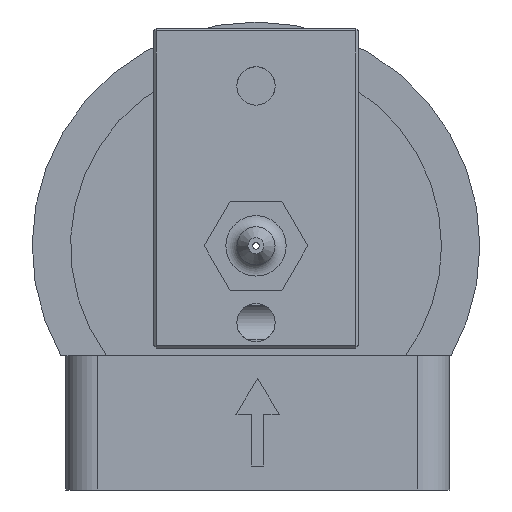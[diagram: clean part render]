
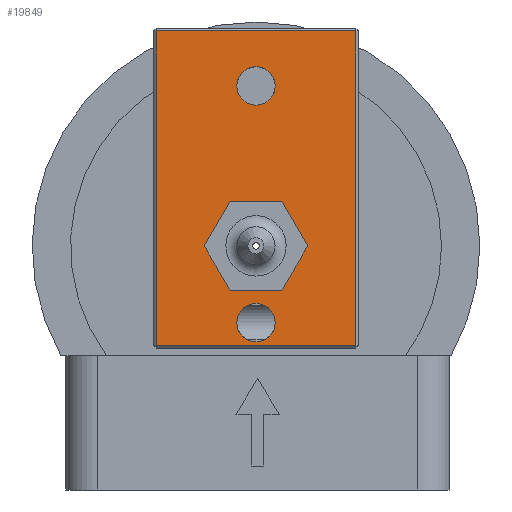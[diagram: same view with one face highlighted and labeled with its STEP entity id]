
A CAD part, front view. The second image highlights one B-rep face of the part: STEP entity #19849.
In plain terms, the highlighted face is planar.
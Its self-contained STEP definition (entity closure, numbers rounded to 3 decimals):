
#18007 = PLANE('',#18008);
#18008 = AXIS2_PLACEMENT_3D('',#18009,#18010,#18011);
#18009 = CARTESIAN_POINT('',(-8.,-7.9,0.1));
#18010 = DIRECTION('',(-0.,-0.707,-0.707));
#18011 = DIRECTION('',(-1.,0.,0.));
#18383 = CYLINDRICAL_SURFACE('',#18384,1.5);
#18384 = AXIS2_PLACEMENT_3D('',#18385,#18386,#18387);
#18385 = CARTESIAN_POINT('',(12.5,0.,0.));
#18386 = DIRECTION('',(0.,0.,-1.));
#18387 = DIRECTION('',(1.,0.,0.));
#18503 = VERTEX_POINT('',#18504);
#18504 = CARTESIAN_POINT('',(-7.8,-7.8,-0.));
#18532 = VERTEX_POINT('',#18533);
#18533 = CARTESIAN_POINT('',(16.8,-7.8,0.));
#18554 = EDGE_CURVE('',#18503,#18532,#18555,.T.);
#18555 = SURFACE_CURVE('',#18556,(#18560,#18567),.PCURVE_S1.);
#18556 = LINE('',#18557,#18558);
#18557 = CARTESIAN_POINT('',(-8.,-7.8,0.));
#18558 = VECTOR('',#18559,1.);
#18559 = DIRECTION('',(1.,0.,0.));
#18560 = PCURVE('',#18007,#18561);
#18561 = DEFINITIONAL_REPRESENTATION('',(#18562),#18566);
#18562 = LINE('',#18563,#18564);
#18563 = CARTESIAN_POINT('',(-0.,0.141));
#18564 = VECTOR('',#18565,1.);
#18565 = DIRECTION('',(-1.,0.));
#18566 = ( GEOMETRIC_REPRESENTATION_CONTEXT(2) 
PARAMETRIC_REPRESENTATION_CONTEXT() REPRESENTATION_CONTEXT('2D SPACE',''
  ) );
#18567 = PCURVE('',#18568,#18573);
#18568 = PLANE('',#18569);
#18569 = AXIS2_PLACEMENT_3D('',#18570,#18571,#18572);
#18570 = CARTESIAN_POINT('',(4.5,0.,0.));
#18571 = DIRECTION('',(0.,0.,1.));
#18572 = DIRECTION('',(1.,0.,0.));
#18573 = DEFINITIONAL_REPRESENTATION('',(#18574),#18578);
#18574 = LINE('',#18575,#18576);
#18575 = CARTESIAN_POINT('',(-12.5,-7.8));
#18576 = VECTOR('',#18577,1.);
#18577 = DIRECTION('',(1.,0.));
#18578 = ( GEOMETRIC_REPRESENTATION_CONTEXT(2) 
PARAMETRIC_REPRESENTATION_CONTEXT() REPRESENTATION_CONTEXT('2D SPACE',''
  ) );
#19224 = CYLINDRICAL_SURFACE('',#19225,1.5);
#19225 = AXIS2_PLACEMENT_3D('',#19226,#19227,#19228);
#19226 = CARTESIAN_POINT('',(-6.,0.,0.));
#19227 = DIRECTION('',(0.,0.,-1.));
#19228 = DIRECTION('',(1.,0.,0.));
#19526 = PLANE('',#19527);
#19527 = AXIS2_PLACEMENT_3D('',#19528,#19529,#19530);
#19528 = CARTESIAN_POINT('',(16.9,-8.,0.1));
#19529 = DIRECTION('',(0.707,0.,-0.707));
#19530 = DIRECTION('',(0.,1.,0.));
#19638 = PLANE('',#19639);
#19639 = AXIS2_PLACEMENT_3D('',#19640,#19641,#19642);
#19640 = CARTESIAN_POINT('',(17.,7.9,0.1));
#19641 = DIRECTION('',(0.,0.707,-0.707));
#19642 = DIRECTION('',(-1.,0.,0.));
#19742 = EDGE_CURVE('',#19743,#19743,#19745,.T.);
#19743 = VERTEX_POINT('',#19744);
#19744 = CARTESIAN_POINT('',(14.,0.,0.));
#19745 = SURFACE_CURVE('',#19746,(#19751,#19758),.PCURVE_S1.);
#19746 = CIRCLE('',#19747,1.5);
#19747 = AXIS2_PLACEMENT_3D('',#19748,#19749,#19750);
#19748 = CARTESIAN_POINT('',(12.5,0.,0.));
#19749 = DIRECTION('',(0.,0.,-1.));
#19750 = DIRECTION('',(1.,0.,0.));
#19751 = PCURVE('',#18383,#19752);
#19752 = DEFINITIONAL_REPRESENTATION('',(#19753),#19757);
#19753 = LINE('',#19754,#19755);
#19754 = CARTESIAN_POINT('',(0.,0.));
#19755 = VECTOR('',#19756,1.);
#19756 = DIRECTION('',(1.,0.));
#19757 = ( GEOMETRIC_REPRESENTATION_CONTEXT(2) 
PARAMETRIC_REPRESENTATION_CONTEXT() REPRESENTATION_CONTEXT('2D SPACE',''
  ) );
#19758 = PCURVE('',#18568,#19759);
#19759 = DEFINITIONAL_REPRESENTATION('',(#19760),#19768);
#19760 = ( BOUNDED_CURVE() B_SPLINE_CURVE(2,(#19761,#19762,#19763,#19764
    ,#19765,#19766,#19767),.UNSPECIFIED.,.T.,.F.) 
B_SPLINE_CURVE_WITH_KNOTS((1,2,2,2,2,1),(-2.094,0.,
    2.094,4.189,6.283,8.378),
.UNSPECIFIED.) CURVE() GEOMETRIC_REPRESENTATION_ITEM() 
RATIONAL_B_SPLINE_CURVE((1.,0.5,1.,0.5,1.,0.5,1.)) REPRESENTATION_ITEM(
  '') );
#19761 = CARTESIAN_POINT('',(9.5,0.));
#19762 = CARTESIAN_POINT('',(9.5,-2.598));
#19763 = CARTESIAN_POINT('',(7.25,-1.299));
#19764 = CARTESIAN_POINT('',(5.,0.));
#19765 = CARTESIAN_POINT('',(7.25,1.299));
#19766 = CARTESIAN_POINT('',(9.5,2.598));
#19767 = CARTESIAN_POINT('',(9.5,0.));
#19768 = ( GEOMETRIC_REPRESENTATION_CONTEXT(2) 
PARAMETRIC_REPRESENTATION_CONTEXT() REPRESENTATION_CONTEXT('2D SPACE',''
  ) );
#19837 = PLANE('',#19838);
#19838 = AXIS2_PLACEMENT_3D('',#19839,#19840,#19841);
#19839 = CARTESIAN_POINT('',(-7.9,8.,0.1));
#19840 = DIRECTION('',(-0.707,0.,-0.707));
#19841 = DIRECTION('',(0.,-1.,0.));
#19849 = ADVANCED_FACE('',(#19850,#19920,#19923,#19954),#18568,.F.);
#19850 = FACE_BOUND('',#19851,.F.);
#19851 = EDGE_LOOP('',(#19852,#19853,#19876,#19899));
#19852 = ORIENTED_EDGE('',*,*,#18554,.T.);
#19853 = ORIENTED_EDGE('',*,*,#19854,.T.);
#19854 = EDGE_CURVE('',#18532,#19855,#19857,.T.);
#19855 = VERTEX_POINT('',#19856);
#19856 = CARTESIAN_POINT('',(16.8,7.8,0.));
#19857 = SURFACE_CURVE('',#19858,(#19862,#19869),.PCURVE_S1.);
#19858 = LINE('',#19859,#19860);
#19859 = CARTESIAN_POINT('',(16.8,-8.,0.));
#19860 = VECTOR('',#19861,1.);
#19861 = DIRECTION('',(0.,1.,0.));
#19862 = PCURVE('',#18568,#19863);
#19863 = DEFINITIONAL_REPRESENTATION('',(#19864),#19868);
#19864 = LINE('',#19865,#19866);
#19865 = CARTESIAN_POINT('',(12.3,-8.));
#19866 = VECTOR('',#19867,1.);
#19867 = DIRECTION('',(0.,1.));
#19868 = ( GEOMETRIC_REPRESENTATION_CONTEXT(2) 
PARAMETRIC_REPRESENTATION_CONTEXT() REPRESENTATION_CONTEXT('2D SPACE',''
  ) );
#19869 = PCURVE('',#19526,#19870);
#19870 = DEFINITIONAL_REPRESENTATION('',(#19871),#19875);
#19871 = LINE('',#19872,#19873);
#19872 = CARTESIAN_POINT('',(0.,-0.141));
#19873 = VECTOR('',#19874,1.);
#19874 = DIRECTION('',(1.,0.));
#19875 = ( GEOMETRIC_REPRESENTATION_CONTEXT(2) 
PARAMETRIC_REPRESENTATION_CONTEXT() REPRESENTATION_CONTEXT('2D SPACE',''
  ) );
#19876 = ORIENTED_EDGE('',*,*,#19877,.T.);
#19877 = EDGE_CURVE('',#19855,#19878,#19880,.T.);
#19878 = VERTEX_POINT('',#19879);
#19879 = CARTESIAN_POINT('',(-7.8,7.8,0.));
#19880 = SURFACE_CURVE('',#19881,(#19885,#19892),.PCURVE_S1.);
#19881 = LINE('',#19882,#19883);
#19882 = CARTESIAN_POINT('',(17.,7.8,0.));
#19883 = VECTOR('',#19884,1.);
#19884 = DIRECTION('',(-1.,0.,0.));
#19885 = PCURVE('',#18568,#19886);
#19886 = DEFINITIONAL_REPRESENTATION('',(#19887),#19891);
#19887 = LINE('',#19888,#19889);
#19888 = CARTESIAN_POINT('',(12.5,7.8));
#19889 = VECTOR('',#19890,1.);
#19890 = DIRECTION('',(-1.,0.));
#19891 = ( GEOMETRIC_REPRESENTATION_CONTEXT(2) 
PARAMETRIC_REPRESENTATION_CONTEXT() REPRESENTATION_CONTEXT('2D SPACE',''
  ) );
#19892 = PCURVE('',#19638,#19893);
#19893 = DEFINITIONAL_REPRESENTATION('',(#19894),#19898);
#19894 = LINE('',#19895,#19896);
#19895 = CARTESIAN_POINT('',(0.,-0.141));
#19896 = VECTOR('',#19897,1.);
#19897 = DIRECTION('',(1.,0.));
#19898 = ( GEOMETRIC_REPRESENTATION_CONTEXT(2) 
PARAMETRIC_REPRESENTATION_CONTEXT() REPRESENTATION_CONTEXT('2D SPACE',''
  ) );
#19899 = ORIENTED_EDGE('',*,*,#19900,.T.);
#19900 = EDGE_CURVE('',#19878,#18503,#19901,.T.);
#19901 = SURFACE_CURVE('',#19902,(#19906,#19913),.PCURVE_S1.);
#19902 = LINE('',#19903,#19904);
#19903 = CARTESIAN_POINT('',(-7.8,8.,0.));
#19904 = VECTOR('',#19905,1.);
#19905 = DIRECTION('',(0.,-1.,0.));
#19906 = PCURVE('',#18568,#19907);
#19907 = DEFINITIONAL_REPRESENTATION('',(#19908),#19912);
#19908 = LINE('',#19909,#19910);
#19909 = CARTESIAN_POINT('',(-12.3,8.));
#19910 = VECTOR('',#19911,1.);
#19911 = DIRECTION('',(0.,-1.));
#19912 = ( GEOMETRIC_REPRESENTATION_CONTEXT(2) 
PARAMETRIC_REPRESENTATION_CONTEXT() REPRESENTATION_CONTEXT('2D SPACE',''
  ) );
#19913 = PCURVE('',#19837,#19914);
#19914 = DEFINITIONAL_REPRESENTATION('',(#19915),#19919);
#19915 = LINE('',#19916,#19917);
#19916 = CARTESIAN_POINT('',(0.,-0.141));
#19917 = VECTOR('',#19918,1.);
#19918 = DIRECTION('',(1.,0.));
#19919 = ( GEOMETRIC_REPRESENTATION_CONTEXT(2) 
PARAMETRIC_REPRESENTATION_CONTEXT() REPRESENTATION_CONTEXT('2D SPACE',''
  ) );
#19920 = FACE_BOUND('',#19921,.F.);
#19921 = EDGE_LOOP('',(#19922));
#19922 = ORIENTED_EDGE('',*,*,#19742,.T.);
#19923 = FACE_BOUND('',#19924,.F.);
#19924 = EDGE_LOOP('',(#19925));
#19925 = ORIENTED_EDGE('',*,*,#19926,.F.);
#19926 = EDGE_CURVE('',#19927,#19927,#19929,.T.);
#19927 = VERTEX_POINT('',#19928);
#19928 = CARTESIAN_POINT('',(3.,0.,0.));
#19929 = SURFACE_CURVE('',#19930,(#19935,#19942),.PCURVE_S1.);
#19930 = CIRCLE('',#19931,3.);
#19931 = AXIS2_PLACEMENT_3D('',#19932,#19933,#19934);
#19932 = CARTESIAN_POINT('',(0.,0.,0.));
#19933 = DIRECTION('',(0.,0.,1.));
#19934 = DIRECTION('',(1.,0.,0.));
#19935 = PCURVE('',#18568,#19936);
#19936 = DEFINITIONAL_REPRESENTATION('',(#19937),#19941);
#19937 = CIRCLE('',#19938,3.);
#19938 = AXIS2_PLACEMENT_2D('',#19939,#19940);
#19939 = CARTESIAN_POINT('',(-4.5,0.));
#19940 = DIRECTION('',(1.,0.));
#19941 = ( GEOMETRIC_REPRESENTATION_CONTEXT(2) 
PARAMETRIC_REPRESENTATION_CONTEXT() REPRESENTATION_CONTEXT('2D SPACE',''
  ) );
#19942 = PCURVE('',#19943,#19948);
#19943 = CYLINDRICAL_SURFACE('',#19944,3.);
#19944 = AXIS2_PLACEMENT_3D('',#19945,#19946,#19947);
#19945 = CARTESIAN_POINT('',(0.,0.,0.));
#19946 = DIRECTION('',(-0.,-0.,-1.));
#19947 = DIRECTION('',(1.,0.,0.));
#19948 = DEFINITIONAL_REPRESENTATION('',(#19949),#19953);
#19949 = LINE('',#19950,#19951);
#19950 = CARTESIAN_POINT('',(-0.,0.));
#19951 = VECTOR('',#19952,1.);
#19952 = DIRECTION('',(-1.,0.));
#19953 = ( GEOMETRIC_REPRESENTATION_CONTEXT(2) 
PARAMETRIC_REPRESENTATION_CONTEXT() REPRESENTATION_CONTEXT('2D SPACE',''
  ) );
#19954 = FACE_BOUND('',#19955,.F.);
#19955 = EDGE_LOOP('',(#19956));
#19956 = ORIENTED_EDGE('',*,*,#19957,.T.);
#19957 = EDGE_CURVE('',#19958,#19958,#19960,.T.);
#19958 = VERTEX_POINT('',#19959);
#19959 = CARTESIAN_POINT('',(-4.5,0.,0.));
#19960 = SURFACE_CURVE('',#19961,(#19966,#19977),.PCURVE_S1.);
#19961 = CIRCLE('',#19962,1.5);
#19962 = AXIS2_PLACEMENT_3D('',#19963,#19964,#19965);
#19963 = CARTESIAN_POINT('',(-6.,0.,0.));
#19964 = DIRECTION('',(0.,0.,-1.));
#19965 = DIRECTION('',(1.,0.,0.));
#19966 = PCURVE('',#18568,#19967);
#19967 = DEFINITIONAL_REPRESENTATION('',(#19968),#19976);
#19968 = ( BOUNDED_CURVE() B_SPLINE_CURVE(2,(#19969,#19970,#19971,#19972
    ,#19973,#19974,#19975),.UNSPECIFIED.,.T.,.F.) 
B_SPLINE_CURVE_WITH_KNOTS((1,2,2,2,2,1),(-2.094,0.,
    2.094,4.189,6.283,8.378),
.UNSPECIFIED.) CURVE() GEOMETRIC_REPRESENTATION_ITEM() 
RATIONAL_B_SPLINE_CURVE((1.,0.5,1.,0.5,1.,0.5,1.)) REPRESENTATION_ITEM(
  '') );
#19969 = CARTESIAN_POINT('',(-9.,0.));
#19970 = CARTESIAN_POINT('',(-9.,-2.598));
#19971 = CARTESIAN_POINT('',(-11.25,-1.299));
#19972 = CARTESIAN_POINT('',(-13.5,0.));
#19973 = CARTESIAN_POINT('',(-11.25,1.299));
#19974 = CARTESIAN_POINT('',(-9.,2.598));
#19975 = CARTESIAN_POINT('',(-9.,0.));
#19976 = ( GEOMETRIC_REPRESENTATION_CONTEXT(2) 
PARAMETRIC_REPRESENTATION_CONTEXT() REPRESENTATION_CONTEXT('2D SPACE',''
  ) );
#19977 = PCURVE('',#19224,#19978);
#19978 = DEFINITIONAL_REPRESENTATION('',(#19979),#19983);
#19979 = LINE('',#19980,#19981);
#19980 = CARTESIAN_POINT('',(0.,0.));
#19981 = VECTOR('',#19982,1.);
#19982 = DIRECTION('',(1.,0.));
#19983 = ( GEOMETRIC_REPRESENTATION_CONTEXT(2) 
PARAMETRIC_REPRESENTATION_CONTEXT() REPRESENTATION_CONTEXT('2D SPACE',''
  ) );
